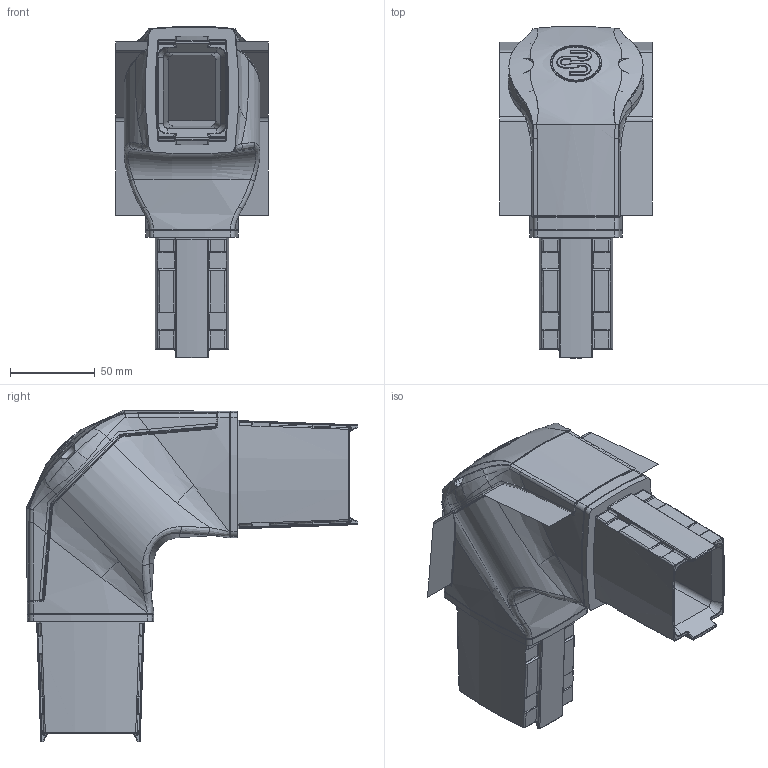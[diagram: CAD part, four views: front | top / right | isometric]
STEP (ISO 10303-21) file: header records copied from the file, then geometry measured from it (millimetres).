
FILE_DESCRIPTION((''),'2;1');
FILE_NAME('1017300007_ASM','2015-07-15T',('Falk.Schoember'),(''),'PRO/ENGINEER BY PARAMETRIC TECHNOLOGY CORPORATION, 2012360','PRO/ENGINEER BY PARAMETRIC TECHNOLOGY CORPORATION, 2012360','');
FILE_SCHEMA(('AUTOMOTIVE_DESIGN { 1 0 10303 214 1 1 1 1 }'));
Length unit declared in the file: millimetre
Products named in the file (10): 9324213000_AF0; 9620436000_ASM; 9231010000_DICHTUNG-W-DE; 9324214000_AF0; 9620451000_ASM; 9261334000; 9231797000_AF5; 9231797000_AF6; 9261441000; 1017300007_ASM
Assembly tree (11 placements, depth 3):
  1017300007_ASM
    9620436000_ASM
      9324213000_AF0
    9231010000_DICHTUNG-W-DE
    9620451000_ASM
      9324214000_AF0
    9261334000  x2
    9231797000_AF5
    9231797000_AF6
    9261441000  x2
Bounding box: 90 x 195.47 x 195.47 mm (x, y, z)
Volume: 479988.4 mm3; surface area: 339849.3 mm2
Topology: 9 solids, 92 shells, 2134 faces, 5925 edges, 3895 vertices
Faces by surface type: cylinder 687, bspline 557, plane 477, torus 204, cone 149, sphere 60
Entity records: 135954 total; most frequent: CARTESIAN_POINT 58554, ORIENTED_EDGE 10088, DIRECTION 8561, PRESENTATION_STYLE_ASSIGNMENT 6099, STYLED_ITEM 6099, EDGE_CURVE 5682, CURVE_STYLE 4245, VERTEX_POINT 3740
